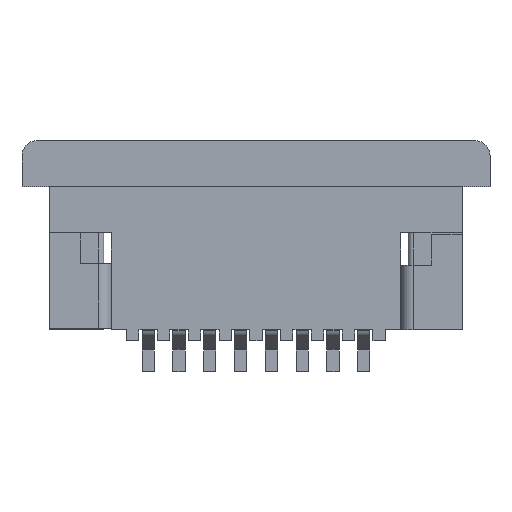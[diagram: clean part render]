
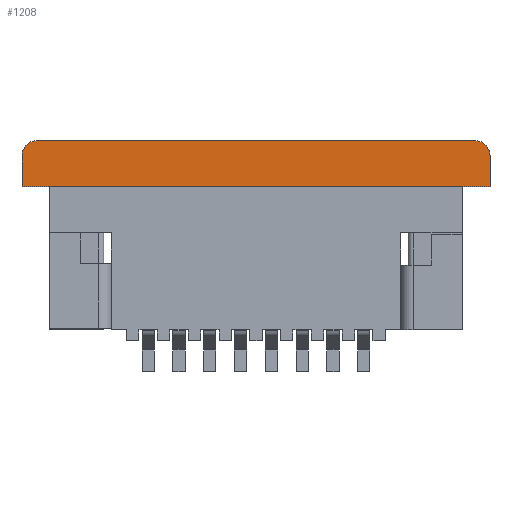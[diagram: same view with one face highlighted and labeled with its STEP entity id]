
A CAD part, top view. The second image highlights one B-rep face of the part: STEP entity #1208.
In plain terms, the highlighted planar face has unit normal (0, 0, 1).
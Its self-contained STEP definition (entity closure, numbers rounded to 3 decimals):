
#509=CIRCLE('',#17278,0.5);
#510=CIRCLE('',#17279,0.5);
#1208=ADVANCED_FACE('',(#2882),#2045,.T.);
#2045=PLANE('',#17280);
#2882=FACE_OUTER_BOUND('',#3793,.T.);
#3793=EDGE_LOOP('',(#7069,#7070,#7071,#7072,#7073,#7074));
#7069=ORIENTED_EDGE('',*,*,#11713,.F.);
#7070=ORIENTED_EDGE('',*,*,#11714,.T.);
#7071=ORIENTED_EDGE('',*,*,#11715,.F.);
#7072=ORIENTED_EDGE('',*,*,#11679,.T.);
#7073=ORIENTED_EDGE('',*,*,#11716,.T.);
#7074=ORIENTED_EDGE('',*,*,#11717,.T.);
#9705=VERTEX_POINT('',#25125);
#9706=VERTEX_POINT('',#25126);
#9733=VERTEX_POINT('',#25192);
#9734=VERTEX_POINT('',#25193);
#9735=VERTEX_POINT('',#25195);
#9736=VERTEX_POINT('',#25198);
#11679=EDGE_CURVE('',#9705,#9706,#13842,.T.);
#11713=EDGE_CURVE('',#9733,#9734,#13876,.T.);
#11714=EDGE_CURVE('',#9733,#9735,#509,.T.);
#11715=EDGE_CURVE('',#9705,#9735,#13877,.T.);
#11716=EDGE_CURVE('',#9706,#9736,#13878,.T.);
#11717=EDGE_CURVE('',#9736,#9734,#510,.T.);
#13842=LINE('',#25124,#15849);
#13876=LINE('',#25191,#15883);
#13877=LINE('',#25196,#15884);
#13878=LINE('',#25197,#15885);
#15849=VECTOR('',#20472,1.);
#15883=VECTOR('',#20516,1.);
#15884=VECTOR('',#20519,1.);
#15885=VECTOR('',#20520,1.);
#17278=AXIS2_PLACEMENT_3D('',#25194,#20517,#20518);
#17279=AXIS2_PLACEMENT_3D('',#25199,#20521,#20522);
#17280=AXIS2_PLACEMENT_3D('',#25200,#20523,#20524);
#20472=DIRECTION('',(1.,0.,0.));
#20516=DIRECTION('',(1.,0.,0.));
#20517=DIRECTION('',(0.,0.,1.));
#20518=DIRECTION('',(0.,1.,0.));
#20519=DIRECTION('',(0.,1.,0.));
#20520=DIRECTION('',(0.,1.,0.));
#20521=DIRECTION('',(0.,0.,1.));
#20522=DIRECTION('',(1.,0.,0.));
#20523=DIRECTION('',(0.,0.,1.));
#20524=DIRECTION('',(-1.,0.,0.));
#25124=CARTESIAN_POINT('',(-18.4,5.,0.));
#25125=CARTESIAN_POINT('',(-22.4,5.,0.));
#25126=CARTESIAN_POINT('',(-7.2,5.,0.));
#25191=CARTESIAN_POINT('',(-17.9,6.5,0.));
#25192=CARTESIAN_POINT('',(-21.9,6.5,0.));
#25193=CARTESIAN_POINT('',(-7.7,6.5,0.));
#25194=CARTESIAN_POINT('',(-21.9,6.,0.));
#25195=CARTESIAN_POINT('',(-22.4,6.,0.));
#25196=CARTESIAN_POINT('',(-22.4,5.,0.));
#25197=CARTESIAN_POINT('',(-7.2,5.,0.));
#25198=CARTESIAN_POINT('',(-7.2,6.,0.));
#25199=CARTESIAN_POINT('',(-7.7,6.,0.));
#25200=CARTESIAN_POINT('',(-18.4,5.,0.));
